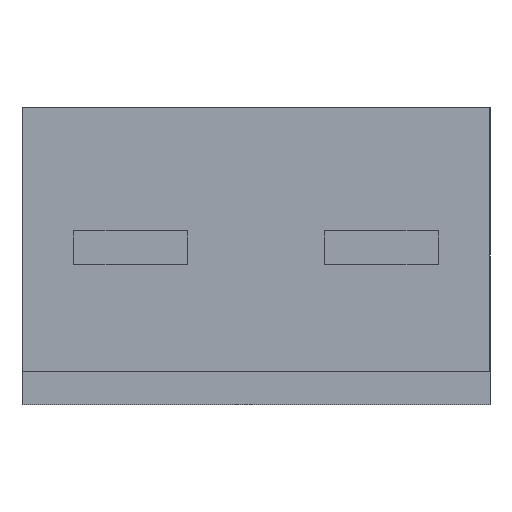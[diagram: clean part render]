
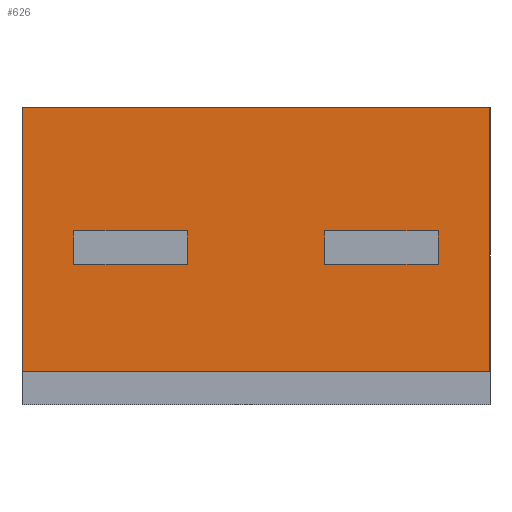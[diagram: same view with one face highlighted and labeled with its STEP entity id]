
A CAD part, left-side view. The second image highlights one B-rep face of the part: STEP entity #626.
In plain terms, the highlighted planar face has unit normal (-1, 0, 0).
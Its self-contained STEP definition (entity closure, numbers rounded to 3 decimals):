
#33=PLANE('',#685);
#72=FACE_OUTER_BOUND('',#111,.T.);
#111=EDGE_LOOP('',(#491,#492,#493,#494));
#153=LINE('',#913,#235);
#162=LINE('',#931,#244);
#168=LINE('',#943,#250);
#169=LINE('',#944,#251);
#235=VECTOR('',#744,10.);
#244=VECTOR('',#757,10.);
#250=VECTOR('',#769,10.);
#251=VECTOR('',#770,10.);
#317=VERTEX_POINT('',#910);
#318=VERTEX_POINT('',#912);
#325=VERTEX_POINT('',#930);
#328=VERTEX_POINT('',#942);
#377=EDGE_CURVE('',#318,#317,#153,.T.);
#386=EDGE_CURVE('',#325,#318,#162,.T.);
#392=EDGE_CURVE('',#328,#317,#168,.T.);
#393=EDGE_CURVE('',#325,#328,#169,.T.);
#491=ORIENTED_EDGE('',*,*,#386,.T.);
#492=ORIENTED_EDGE('',*,*,#377,.T.);
#493=ORIENTED_EDGE('',*,*,#392,.F.);
#494=ORIENTED_EDGE('',*,*,#393,.F.);
#626=ADVANCED_FACE('',(#72),#33,.T.);
#685=AXIS2_PLACEMENT_3D('',#941,#767,#768);
#744=DIRECTION('',(0.,0.,1.));
#757=DIRECTION('',(0.,-1.,0.));
#767=DIRECTION('center_axis',(-1.,0.,0.));
#768=DIRECTION('ref_axis',(0.,-1.,0.));
#769=DIRECTION('',(0.,-1.,0.));
#770=DIRECTION('',(0.,0.,1.));
#910=CARTESIAN_POINT('',(-1.6,-1.4,0.84));
#912=CARTESIAN_POINT('',(-1.6,-1.4,-0.74));
#913=CARTESIAN_POINT('',(-1.6,-1.4,0.));
#930=CARTESIAN_POINT('',(-1.6,1.4,-0.74));
#931=CARTESIAN_POINT('',(-1.6,0.7,-0.74));
#941=CARTESIAN_POINT('Origin',(-1.6,1.4,0.));
#942=CARTESIAN_POINT('',(-1.6,1.4,0.84));
#943=CARTESIAN_POINT('',(-1.6,-1.4,0.84));
#944=CARTESIAN_POINT('',(-1.6,1.4,0.));
